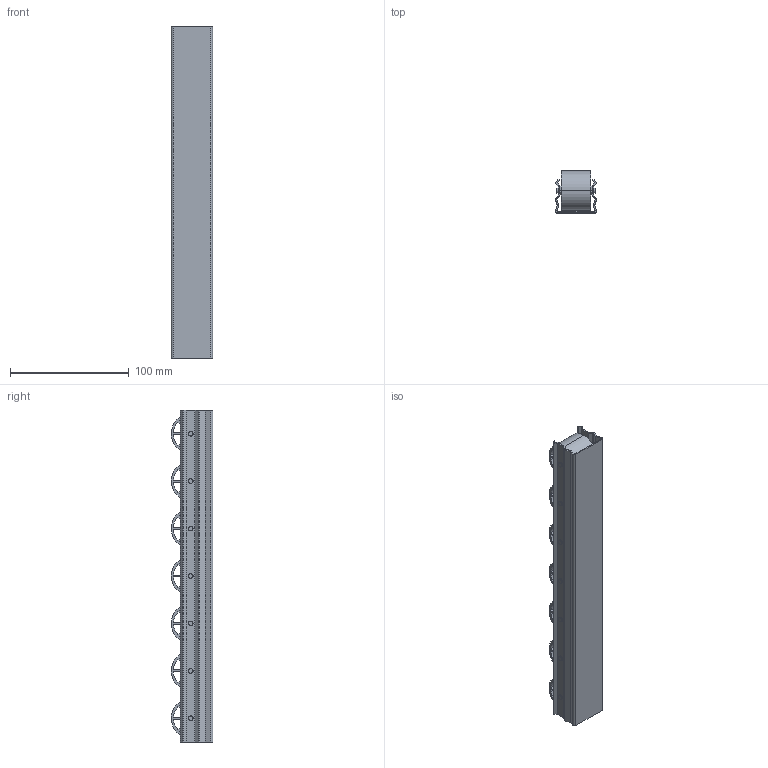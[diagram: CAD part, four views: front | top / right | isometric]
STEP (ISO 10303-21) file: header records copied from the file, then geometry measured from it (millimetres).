
FILE_DESCRIPTION (( 'STEP AP214' ), '1' );
FILE_NAME ('AL-STE-33 Ðîëèêîâûå ñòàëüíûå íàïðàâëÿþùèå D33.STEP', '2022-03-17T08:58:15', ( '' ), ( '' ), 'SwSTEP 2.0', 'SolidWorks 2021', '' );
FILE_SCHEMA (( 'AUTOMOTIVE_DESIGN' ));
Length unit declared in the file: millimetre
Products named in the file (1): AL-STE-33 Ðîëèêîâûå ñòàëüíûå íàïðàâëÿþùèå D33
Bounding box: 35.21 x 35.12 x 280 mm (x, y, z)
Volume: 91154.4 mm3; surface area: 127728.1 mm2
Topology: 15 solids, 15 shells, 527 faces, 1747 edges, 1090 vertices
Faces by surface type: plane 374, cylinder 153
Entity records: 20397 total; most frequent: ORIENTED_EDGE 3494, CARTESIAN_POINT 3365, DIRECTION 3221, EDGE_CURVE 1747, LINE 1329, VECTOR 1329, VERTEX_POINT 1090, AXIS2_PLACEMENT_3D 946
